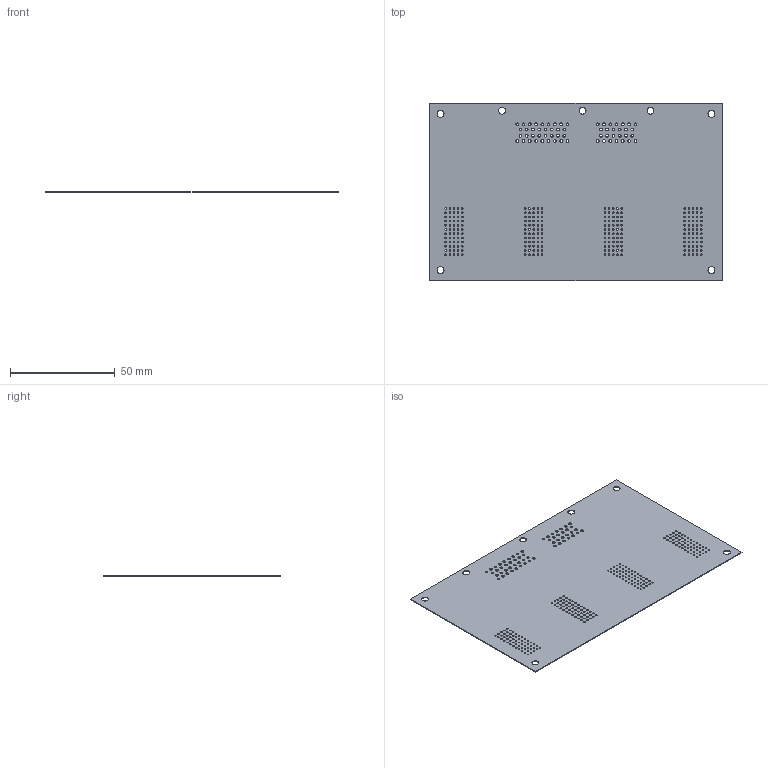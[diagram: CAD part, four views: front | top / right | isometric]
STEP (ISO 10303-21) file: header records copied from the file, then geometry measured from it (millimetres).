
FILE_DESCRIPTION(('Open CASCADE Model'),'2;1');
FILE_NAME('Open CASCADE Shape Model','2023-02-13T18:51:21',('Author'),( 'Open CASCADE'),'Open CASCADE STEP processor 7.5','Open CASCADE 7.5' ,'Unknown');
FILE_SCHEMA(('AUTOMOTIVE_DESIGN { 1 0 10303 214 1 1 1 1 }'));
Length unit declared in the file: millimetre
Products named in the file (3): PCB; Board; Open CASCADE STEP translator 7.5 1.1.1
Assembly tree (2 placements, depth 3):
  PCB
    Board
      Open CASCADE STEP translator 7.5 1.1.1
Bounding box: 139.7 x 84.84 x 0.41 mm (x, y, z)
Volume: 4778.6 mm3; surface area: 23766.6 mm2
Topology: 1 solids, 1 shells, 313 faces, 933 edges, 622 vertices
Faces by surface type: cylinder 307, plane 6
Full cylindrical faces by diameter (mm): 0.724 x240, 1.3 x60, 3.3 x3, 3.302 x4
Entity records: 12186 total; most frequent: DIRECTION 2179, CARTESIAN_POINT 1871, ORIENTED_EDGE 1866, EDGE_CURVE 933, AXIS2_PLACEMENT_3D 930, FACE_BOUND 927, EDGE_LOOP 927, VERTEX_POINT 622
